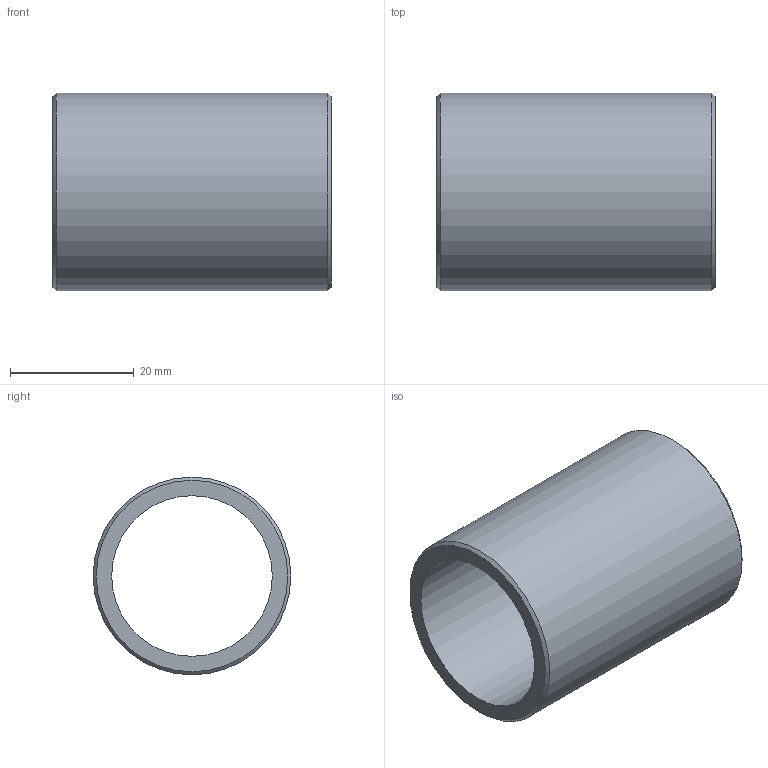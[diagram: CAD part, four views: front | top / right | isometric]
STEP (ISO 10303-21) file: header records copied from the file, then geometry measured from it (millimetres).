
FILE_DESCRIPTION( ( 'Unknown' ), '1' );
FILE_NAME( 'CCE_32x45.stp', 'Unknown', ( 'Unknown' ), ( 'Unknown' ), 'XStep 1.0', 'Unknown', ' ' );
FILE_SCHEMA( ( 'CONFIG_CONTROL_DESIGN' ) );
Length unit declared in the file: millimetre
Products named in the file (1): 1
Bounding box: 45 x 32 x 32 mm (x, y, z)
Volume: 12274.5 mm3; surface area: 8686.7 mm2
Topology: 1 solids, 1 shells, 6 faces, 11 edges, 7 vertices
Faces by surface type: plane 2, cylinder 2, cone 2
Full cylindrical faces by diameter (mm): 26 x1, 32 x1
Entity records: 173 total; most frequent: DIRECTION 26, CARTESIAN_POINT 19, AXIS2_PLACEMENT_3D 13, EDGE_LOOP 12, ORIENTED_EDGE 12, FACE_OUTER_BOUND 8, ADVANCED_FACE 6, EDGE_CURVE 6
